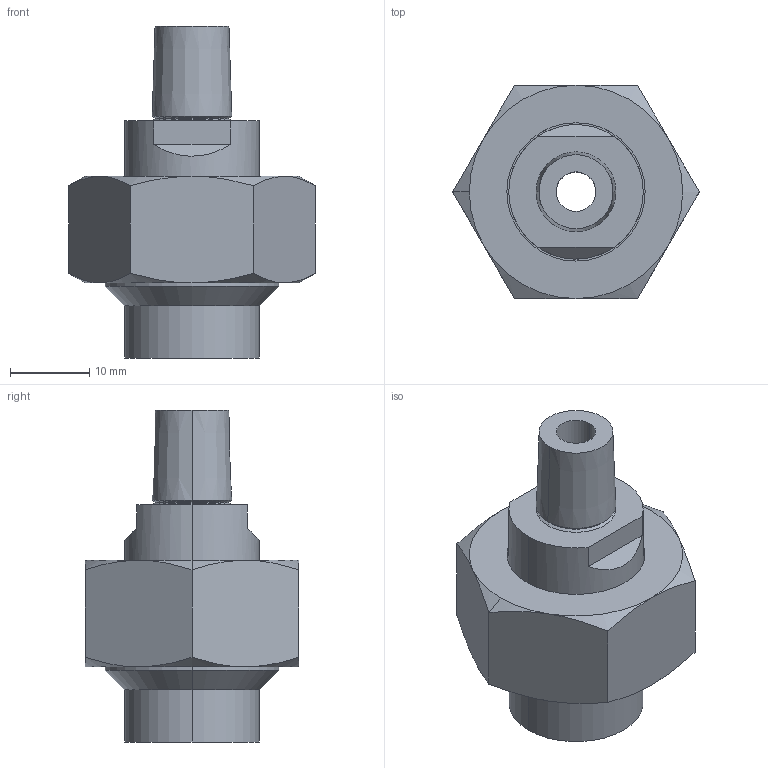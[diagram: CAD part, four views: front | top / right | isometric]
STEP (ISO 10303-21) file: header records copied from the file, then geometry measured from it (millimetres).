
FILE_DESCRIPTION (( 'STEP AP203' ), '1' );
FILE_NAME ('11-5131-01_outokumpu.step', '2015-08-07T11:24:00', ( '' ), ( '' ), 'SwSTEP 2.0', 'SolidWorks 2008', '' );
FILE_SCHEMA (( 'CONFIG_CONTROL_DESIGN' ));
Length unit declared in the file: millimetre
Products named in the file (5): case-13-555-159_outokumpu_case-13-555-159_outokumpu; 11-5131-01_outokumpu; nipple-13-444-012_outokumpu_nipple-13-444-012_outokumpu; nut-13-222-080_outokumpu_nut-13-222-080_outokumpu; seal-11-5131-01_outokumpu_seal-11-5131-01_outokumpu
Assembly tree (4 placements, depth 2):
  11-5131-01_outokumpu
    nipple-13-444-012_outokumpu_nipple-13-444-012_outokumpu
    seal-11-5131-01_outokumpu_seal-11-5131-01_outokumpu
    case-13-555-159_outokumpu_case-13-555-159_outokumpu
    nut-13-222-080_outokumpu_nut-13-222-080_outokumpu
Bounding box: 31.18 x 27 x 42 mm (x, y, z)
Volume: 11378.1 mm3; surface area: 7626.8 mm2
Topology: 4 solids, 4 shells, 72 faces, 152 edges, 92 vertices
Faces by surface type: cone 24, cylinder 22, plane 22, torus 4
Entity records: 2565 total; most frequent: CARTESIAN_POINT 473, DIRECTION 362, ORIENTED_EDGE 304, AXIS2_PLACEMENT_3D 157, EDGE_CURVE 152, VERTEX_POINT 92, EDGE_LOOP 84, CIRCLE 78
